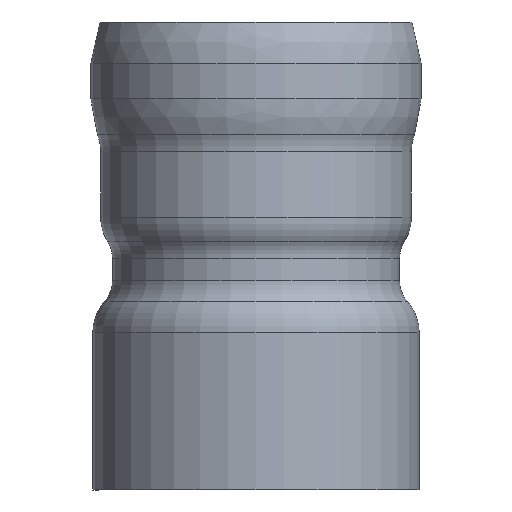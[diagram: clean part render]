
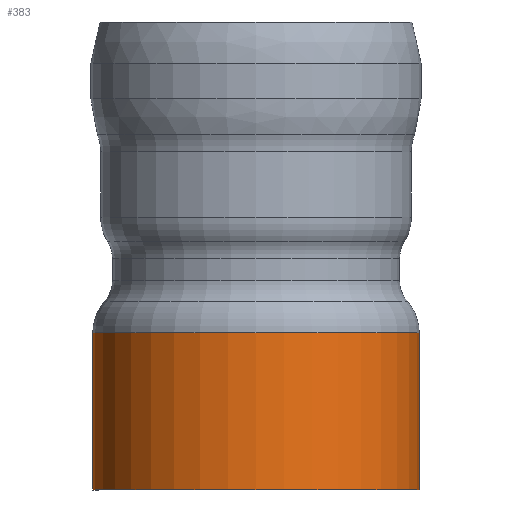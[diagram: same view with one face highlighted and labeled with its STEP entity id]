
A CAD part, front view. The second image highlights one B-rep face of the part: STEP entity #383.
In plain terms, the highlighted cylindrical face has radius 415 mm (diameter 830 mm), a full revolution.
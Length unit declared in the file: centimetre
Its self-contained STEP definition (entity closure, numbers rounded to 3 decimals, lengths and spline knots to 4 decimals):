
#39=LINE('',#700,#47);
#47=VECTOR('',#537,41.5);
#61=FACE_OUTER_BOUND('',#87,.T.);
#87=EDGE_LOOP('',(#295,#296,#297,#298,#299));
#122=CIRCLE('',#426,41.5);
#123=CIRCLE('',#427,41.5);
#125=CIRCLE('',#430,41.5);
#169=VERTEX_POINT('',#692);
#170=VERTEX_POINT('',#693);
#171=VERTEX_POINT('',#698);
#213=EDGE_CURVE('',#169,#170,#122,.T.);
#214=EDGE_CURVE('',#170,#169,#123,.T.);
#216=EDGE_CURVE('',#171,#171,#125,.T.);
#217=EDGE_CURVE('',#171,#169,#39,.T.);
#295=ORIENTED_EDGE('',*,*,#216,.F.);
#296=ORIENTED_EDGE('',*,*,#217,.T.);
#297=ORIENTED_EDGE('',*,*,#213,.T.);
#298=ORIENTED_EDGE('',*,*,#214,.T.);
#299=ORIENTED_EDGE('',*,*,#217,.F.);
#369=CYLINDRICAL_SURFACE('',#429,41.5);
#383=ADVANCED_FACE('',(#61),#369,.T.);
#426=AXIS2_PLACEMENT_3D('',#694,#527,#528);
#427=AXIS2_PLACEMENT_3D('',#695,#529,#530);
#429=AXIS2_PLACEMENT_3D('',#697,#533,#534);
#430=AXIS2_PLACEMENT_3D('',#699,#535,#536);
#527=DIRECTION('center_axis',(0.,0.,
-1.));
#528=DIRECTION('ref_axis',(1.,0.,0.));
#529=DIRECTION('center_axis',(0.,0.,
-1.));
#530=DIRECTION('ref_axis',(1.,0.,0.));
#533=DIRECTION('center_axis',(0.,0.,
-1.));
#534=DIRECTION('ref_axis',(1.,0.,0.));
#535=DIRECTION('center_axis',(0.,0.,
-1.));
#536=DIRECTION('ref_axis',(1.,0.,0.));
#537=DIRECTION('',(0.,0.,1.));
#692=CARTESIAN_POINT('',(-41.5,59.5,-19.5));
#693=CARTESIAN_POINT('',(0.,18.,-19.5));
#694=CARTESIAN_POINT('Origin',(0.,59.5,-19.5));
#695=CARTESIAN_POINT('Origin',(0.,59.5,-19.5));
#697=CARTESIAN_POINT('Origin',(0.,59.5,-39.5));
#698=CARTESIAN_POINT('',(-41.5,59.5,-59.5));
#699=CARTESIAN_POINT('Origin',(0.,59.5,-59.5));
#700=CARTESIAN_POINT('',(-41.5,59.5,-39.5));
